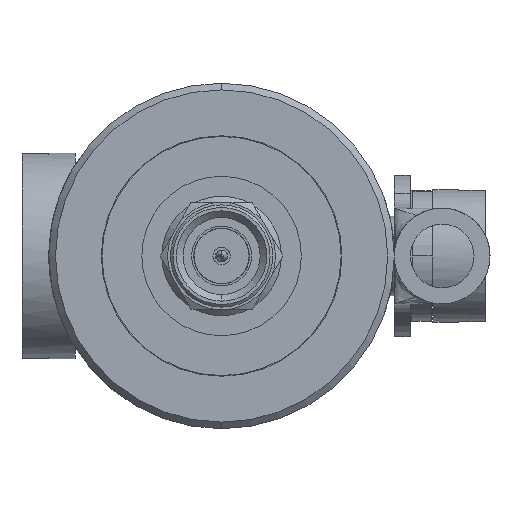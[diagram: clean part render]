
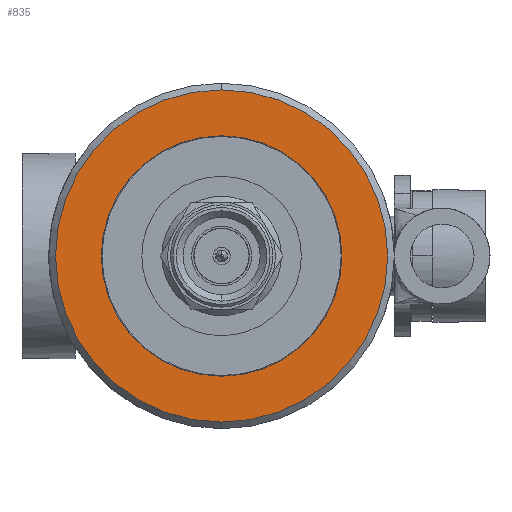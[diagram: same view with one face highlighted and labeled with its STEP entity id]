
A CAD part, left-side view. The second image highlights one B-rep face of the part: STEP entity #835.
In plain terms, the highlighted planar face has unit normal (-1, 0, 0).
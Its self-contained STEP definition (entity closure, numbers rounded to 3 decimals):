
#274 = VERTEX_POINT('',#275);
#275 = CARTESIAN_POINT('',(0.,0.,9.));
#281 = EDGE_CURVE('',#282,#274,#284,.T.);
#282 = VERTEX_POINT('',#283);
#283 = CARTESIAN_POINT('',(0.,0.,-9.));
#284 = CIRCLE('',#285,9.);
#285 = AXIS2_PLACEMENT_3D('',#286,#287,#288);
#286 = CARTESIAN_POINT('',(0.,0.,0.));
#287 = DIRECTION('',(-1.,0.,0.));
#288 = DIRECTION('',(0.,0.,1.));
#481 = EDGE_CURVE('',#482,#484,#486,.T.);
#482 = VERTEX_POINT('',#483);
#483 = CARTESIAN_POINT('',(0.,0.,12.5));
#484 = VERTEX_POINT('',#485);
#485 = CARTESIAN_POINT('',(0.,0.,-12.5));
#486 = CIRCLE('',#487,12.5);
#487 = AXIS2_PLACEMENT_3D('',#488,#489,#490);
#488 = CARTESIAN_POINT('',(0.,0.,0.));
#489 = DIRECTION('',(-1.,0.,0.));
#490 = DIRECTION('',(0.,0.,1.));
#690 = EDGE_CURVE('',#484,#482,#691,.T.);
#691 = CIRCLE('',#692,12.5);
#692 = AXIS2_PLACEMENT_3D('',#693,#694,#695);
#693 = CARTESIAN_POINT('',(0.,0.,0.));
#694 = DIRECTION('',(-1.,0.,0.));
#695 = DIRECTION('',(0.,0.,1.));
#821 = EDGE_CURVE('',#274,#282,#822,.T.);
#822 = CIRCLE('',#823,9.);
#823 = AXIS2_PLACEMENT_3D('',#824,#825,#826);
#824 = CARTESIAN_POINT('',(0.,0.,0.));
#825 = DIRECTION('',(-1.,0.,0.));
#826 = DIRECTION('',(0.,0.,1.));
#835 = ADVANCED_FACE('',(#836,#840),#844,.F.);
#836 = FACE_BOUND('',#837,.T.);
#837 = EDGE_LOOP('',(#838,#839));
#838 = ORIENTED_EDGE('',*,*,#821,.F.);
#839 = ORIENTED_EDGE('',*,*,#281,.F.);
#840 = FACE_BOUND('',#841,.T.);
#841 = EDGE_LOOP('',(#842,#843));
#842 = ORIENTED_EDGE('',*,*,#690,.T.);
#843 = ORIENTED_EDGE('',*,*,#481,.T.);
#844 = PLANE('',#845);
#845 = AXIS2_PLACEMENT_3D('',#846,#847,#848);
#846 = CARTESIAN_POINT('',(0.,9.,0.));
#847 = DIRECTION('',(1.,0.,0.));
#848 = DIRECTION('',(0.,0.,-1.));
